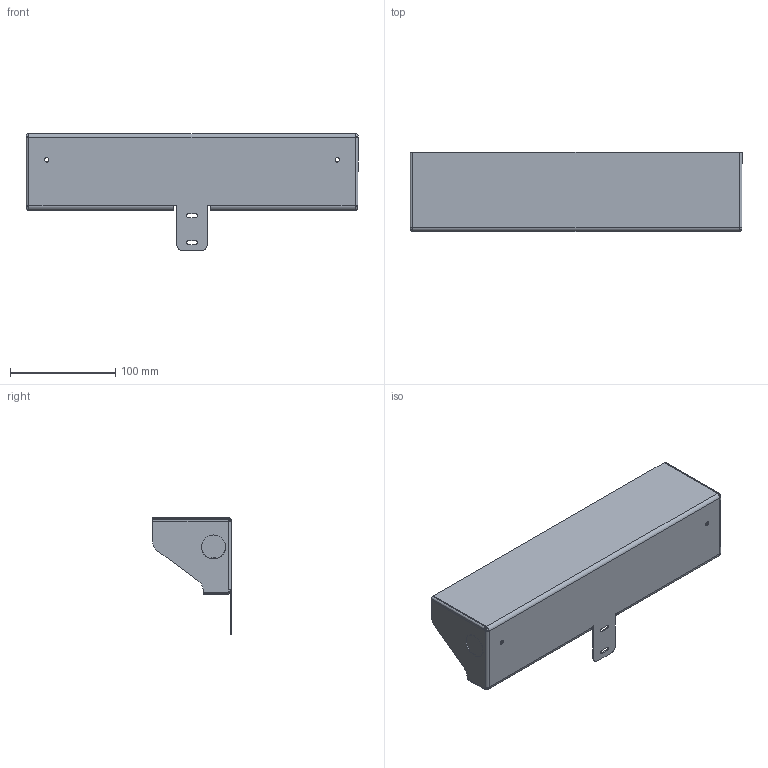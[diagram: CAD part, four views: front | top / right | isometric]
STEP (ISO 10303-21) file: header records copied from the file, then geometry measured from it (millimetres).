
FILE_DESCRIPTION (( 'STEP AP203' ), '1' );
FILE_NAME ('PLA-000026-00_Wall_Arm_Fixture_MTG_Plate_Center_FAB_trov_REV 01.STEP', '2016-03-22T16:58:47', ( '' ), ( '' ), 'SwSTEP 2.0', 'SolidWorks 2016', '' );
FILE_SCHEMA (( 'CONFIG_CONTROL_DESIGN' ));
Length unit declared in the file: millimetre
Products named in the file (1): PLA-000026-00_Wall_Arm_Fixture_MTG_Plate_Center_FAB_trov_REV 01
Bounding box: 315.55 x 75 x 111.1 mm (x, y, z)
Volume: 76553.8 mm3; surface area: 123983.1 mm2
Topology: 1 solids, 1 shells, 124 faces, 298 edges, 176 vertices
Faces by surface type: plane 60, cylinder 56, torus 4, bspline 4
Entity records: 3974 total; most frequent: CARTESIAN_POINT 1010, DIRECTION 616, ORIENTED_EDGE 588, EDGE_CURVE 294, AXIS2_PLACEMENT_3D 215, VECTOR 186, LINE 186, VERTEX_POINT 176
